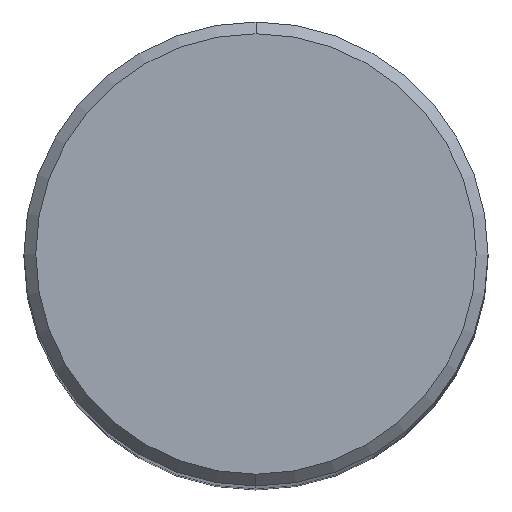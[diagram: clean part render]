
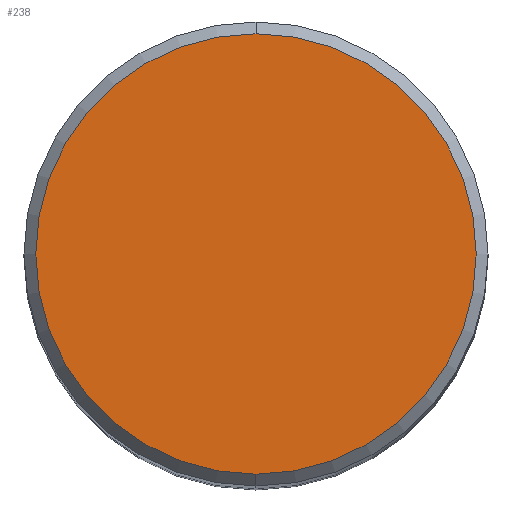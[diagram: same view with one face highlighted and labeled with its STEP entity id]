
A CAD part, top view. The second image highlights one B-rep face of the part: STEP entity #238.
In plain terms, the highlighted planar face has unit normal (0, 0, 1).
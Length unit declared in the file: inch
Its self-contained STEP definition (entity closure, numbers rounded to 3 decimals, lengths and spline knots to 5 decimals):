
#12 = CIRCLE ( 'NONE', #104, 0.3737 ) ;
#18 = DIRECTION ( 'NONE',  ( 0., 1., 0. ) ) ;
#70 = CARTESIAN_POINT ( 'NONE',  ( 0., 0., 0. ) ) ;
#91 = ORIENTED_EDGE ( 'NONE', *, *, #256, .T. ) ;
#103 = CARTESIAN_POINT ( 'NONE',  ( 0., 0.3737, 0. ) ) ;
#104 = AXIS2_PLACEMENT_3D ( 'NONE', #344, #412, #345 ) ;
#116 = FACE_OUTER_BOUND ( 'NONE', #353, .T. ) ;
#122 = DIRECTION ( 'NONE',  ( 0., 0., 1. ) ) ;
#125 = VERTEX_POINT ( 'NONE', #103 ) ;
#163 = CARTESIAN_POINT ( 'NONE',  ( 0., -0.3737, 0. ) ) ;
#219 = CARTESIAN_POINT ( 'NONE',  ( 0., 0.3737, 0. ) ) ;
#238 = ADVANCED_FACE ( 'NONE', ( #116 ), #289, .F. ) ;
#256 = EDGE_CURVE ( 'NONE', #410, #125, #12, .T. ) ;
#289 = PLANE ( 'NONE',  #403 ) ;
#326 = ORIENTED_EDGE ( 'NONE', *, *, #409, .T. ) ;
#339 = AXIS2_PLACEMENT_3D ( 'NONE', #70, #122, #359 ) ;
#344 = CARTESIAN_POINT ( 'NONE',  ( 0., 0., 0. ) ) ;
#345 = DIRECTION ( 'NONE',  ( 0., -1., 0. ) ) ;
#353 = EDGE_LOOP ( 'NONE', ( #326, #91 ) ) ;
#359 = DIRECTION ( 'NONE',  ( 0., -1., 0. ) ) ;
#375 = CIRCLE ( 'NONE', #339, 0.3737 ) ;
#378 = DIRECTION ( 'NONE',  ( 0., 0., -1. ) ) ;
#403 = AXIS2_PLACEMENT_3D ( 'NONE', #219, #378, #18 ) ;
#409 = EDGE_CURVE ( 'NONE', #125, #410, #375, .T. ) ;
#410 = VERTEX_POINT ( 'NONE', #163 ) ;
#412 = DIRECTION ( 'NONE',  ( 0., 0., 1. ) ) ;
